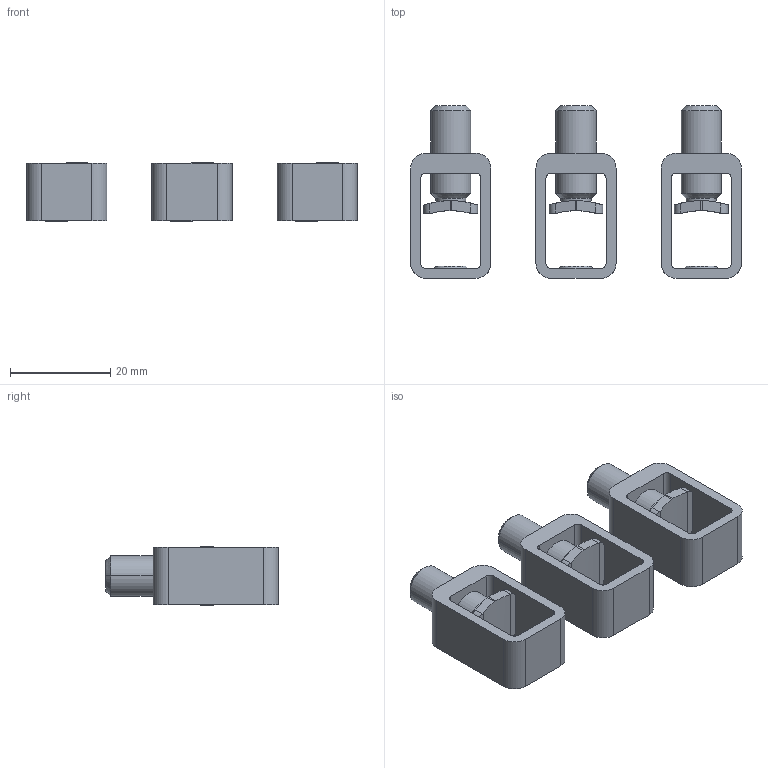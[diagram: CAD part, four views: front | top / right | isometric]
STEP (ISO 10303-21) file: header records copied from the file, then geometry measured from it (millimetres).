
FILE_DESCRIPTION(('CATIA V5 STEP Exchange'),'2;1');
FILE_NAME('1SDH001295R0012_1PA_001_00_XT1_3P_FIXED_FCCu_SUP.stp','2014-11-11T15:19:03+00:00',('none'),('none'),'CATIA Version 5 Release 20 SP 1 (IN-10)','CATIA V5 STEP AP214','none');
FILE_SCHEMA(('AUTOMOTIVE_DESIGN { 1 0 10303 214 1 1 1 1 }'));
Length unit declared in the file: millimetre
Products named in the file (1): 1SDH001295R0012_1PA_001_00_XT1_3P_FIXED_FCCu_SUP
Bounding box: 66 x 34.5 x 11.7 mm (x, y, z)
Volume: 8600.7 mm3; surface area: 7532.9 mm2
Topology: 3 solids, 3 shells, 144 faces, 372 edges, 246 vertices
Faces by surface type: cylinder 66, plane 60, cone 18
Entity records: 5309 total; most frequent: CARTESIAN_POINT 970, ORIENTED_EDGE 744, DIRECTION 540, EDGE_CURVE 372, VERTEX_POINT 246, AXIS2_PLACEMENT_3D 238, VECTOR 192, LINE 192
